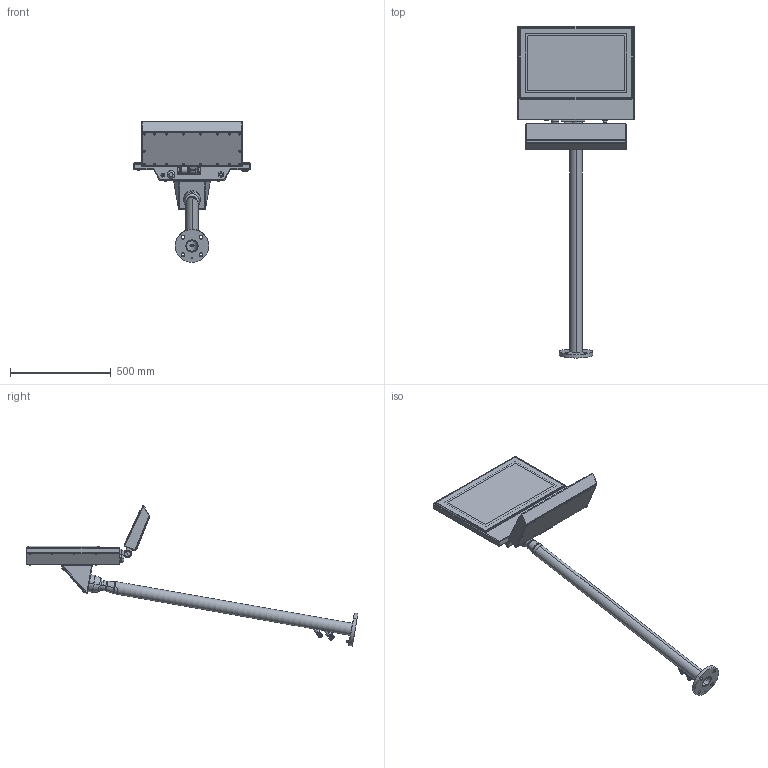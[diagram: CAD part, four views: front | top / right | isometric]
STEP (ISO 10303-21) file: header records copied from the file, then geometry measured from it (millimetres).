
FILE_DESCRIPTION((''),'2;1');
FILE_NAME('CAD-7280_SCHRUMPF_ASM','2021-07-01T09:54:20',('creinig-se'),(''),'CREO PARAMETRIC BY PTC INC, 2019292','CREO PARAMETRIC BY PTC INC, 2019292','');
FILE_SCHEMA(('CONFIG_CONTROL_DESIGN','SHAPE_APPEARANCE_LAYERS_GROUPS'));
Products named in the file (10): CAD-7280_SCHRUMPF_OH_SAEULE; CAD-7271_1400_3485; CAD-7271_SELF_LEVELING_KIT; CAD-7271_BOSS-EXTRUDE2; CAD-7271_CHAMFER; CAD-7271_GLASS_ASM_ASM; CAD-7271_STAINLESS_STEEL; CAD-7271_1400_3496_ASM; CAD-7271_Z2D2_PEDESTA_SW0001; CAD-7280_SCHRUMPF_ASM
Assembly tree (9 placements, depth 4):
  CAD-7280_SCHRUMPF_ASM
    CAD-7280_SCHRUMPF_OH_SAEULE
    CAD-7271_1400_3496_ASM
      CAD-7271_1400_3485
      CAD-7271_SELF_LEVELING_KIT
      CAD-7271_GLASS_ASM_ASM
        CAD-7271_BOSS-EXTRUDE2
        CAD-7271_CHAMFER
      CAD-7271_STAINLESS_STEEL
    CAD-7271_Z2D2_PEDESTA_SW0001
Bounding box: 577 x 1648.49 x 698.32 mm (x, y, z)
Volume: 27094306.8 mm3; surface area: 2166434.7 mm2
Topology: 15 solids, 16 shells, 2681 faces, 6494 edges, 3963 vertices
Faces by surface type: plane 1451, cylinder 648, cone 417, torus 78, sphere 69, bspline 18
Entity records: 105650 total; most frequent: CARTESIAN_POINT 23112, DIRECTION 13380, ORIENTED_EDGE 12910, EDGE_CURVE 6455, AXIS2_PLACEMENT_3D 5028, VERTEX_POINT 3963, VECTOR 3324, LINE 3324
